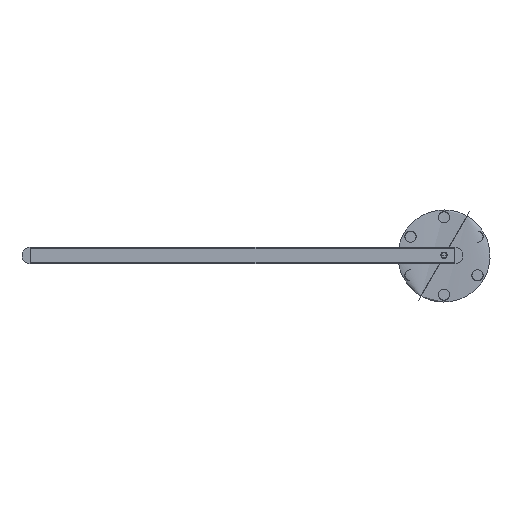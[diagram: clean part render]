
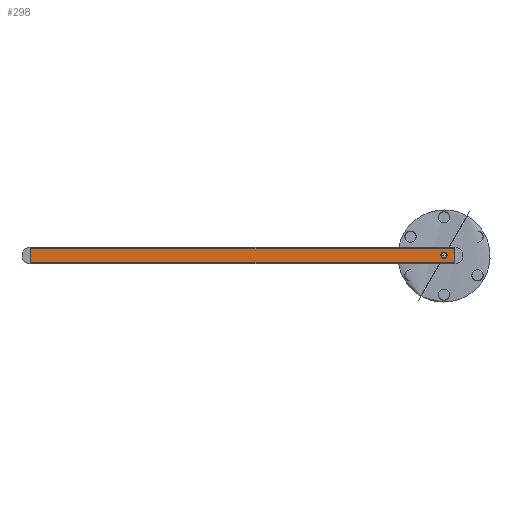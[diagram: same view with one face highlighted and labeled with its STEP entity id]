
A CAD part, top view. The second image highlights one B-rep face of the part: STEP entity #298.
In plain terms, the highlighted planar face has unit normal (0, 0, 1).
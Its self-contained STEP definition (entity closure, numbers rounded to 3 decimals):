
#298=ADVANCED_FACE($,(#390,#331),#1268,.T.);
#331=FACE_BOUND($,#482,.T.);
#390=FACE_OUTER_BOUND($,#481,.T.);
#481=EDGE_LOOP($,(#718,#719,#720,#721,#722,#723,#724,#725));
#482=EDGE_LOOP($,(#726,#727));
#718=ORIENTED_EDGE($,*,*,#985,.F.);
#719=ORIENTED_EDGE($,*,*,#984,.F.);
#720=ORIENTED_EDGE($,*,*,#983,.F.);
#721=ORIENTED_EDGE($,*,*,#982,.F.);
#722=ORIENTED_EDGE($,*,*,#981,.F.);
#723=ORIENTED_EDGE($,*,*,#980,.F.);
#724=ORIENTED_EDGE($,*,*,#979,.F.);
#725=ORIENTED_EDGE($,*,*,#978,.F.);
#726=ORIENTED_EDGE($,*,*,#986,.F.);
#727=ORIENTED_EDGE($,*,*,#987,.F.);
#978=EDGE_CURVE($,#1151,#1152,#1347,.T.);
#979=EDGE_CURVE($,#1152,#1153,#1348,.T.);
#980=EDGE_CURVE($,#1153,#1154,#1349,.T.);
#981=EDGE_CURVE($,#1154,#1155,#1350,.T.);
#982=EDGE_CURVE($,#1155,#1156,#1351,.T.);
#983=EDGE_CURVE($,#1156,#1157,#1352,.T.);
#984=EDGE_CURVE($,#1157,#1158,#1353,.T.);
#985=EDGE_CURVE($,#1158,#1151,#1354,.T.);
#986=EDGE_CURVE($,#1159,#1160,#1507,.T.);
#987=EDGE_CURVE($,#1160,#1159,#1508,.T.);
#1151=VERTEX_POINT($,#2714);
#1152=VERTEX_POINT($,#2715);
#1153=VERTEX_POINT($,#2716);
#1154=VERTEX_POINT($,#2717);
#1155=VERTEX_POINT($,#2718);
#1156=VERTEX_POINT($,#2719);
#1157=VERTEX_POINT($,#2720);
#1158=VERTEX_POINT($,#2721);
#1159=VERTEX_POINT($,#2722);
#1160=VERTEX_POINT($,#2723);
#1268=PLANE($,#1572);
#1347=B_SPLINE_CURVE_WITH_KNOTS($,1,(#2573,#2574),.UNSPECIFIED.,.F.,.F.,
(2,2),(-1.595,0.),.UNSPECIFIED.);
#1348=B_SPLINE_CURVE_WITH_KNOTS($,1,(#2575,#2576),.UNSPECIFIED.,.F.,.F.,
(2,2),(-704.4,-680.595),.UNSPECIFIED.);
#1349=B_SPLINE_CURVE_WITH_KNOTS($,1,(#2577,#2578),.UNSPECIFIED.,.F.,.F.,
(2,2),(-1.595,0.),.UNSPECIFIED.);
#1350=B_SPLINE_CURVE_WITH_KNOTS($,1,(#2579,#2580),.UNSPECIFIED.,.F.,.F.,
(2,2),(3495.,4174.),.UNSPECIFIED.);
#1351=B_SPLINE_CURVE_WITH_KNOTS($,1,(#2581,#2582),.UNSPECIFIED.,.F.,.F.,
(2,2),(0.,1.595),.UNSPECIFIED.);
#1352=B_SPLINE_CURVE_WITH_KNOTS($,1,(#2583,#2584),.UNSPECIFIED.,.F.,.F.,
(2,2),(680.595,704.4),.UNSPECIFIED.);
#1353=B_SPLINE_CURVE_WITH_KNOTS($,1,(#2585,#2586),.UNSPECIFIED.,.F.,.F.,
(2,2),(0.,1.595),.UNSPECIFIED.);
#1354=B_SPLINE_CURVE_WITH_KNOTS($,1,(#2587,#2588),.UNSPECIFIED.,.F.,.F.,
(2,2),(-2776.,-2097.),.UNSPECIFIED.);
#1507=(
BOUNDED_CURVE()
B_SPLINE_CURVE(2,(#2589,#2590,#2591,#2592,#2593),.UNSPECIFIED.,.F.,.F.)
B_SPLINE_CURVE_WITH_KNOTS((3,2,3),(0.,7.854,15.707),
.UNSPECIFIED.)
CURVE()
GEOMETRIC_REPRESENTATION_ITEM()
RATIONAL_B_SPLINE_CURVE((1.,0.707,1.,0.707,1.))
REPRESENTATION_ITEM($)
);
#1508=(
BOUNDED_CURVE()
B_SPLINE_CURVE(2,(#2594,#2595,#2596,#2597,#2598),.UNSPECIFIED.,.F.,.F.)
B_SPLINE_CURVE_WITH_KNOTS((3,2,3),(15.707,23.561,31.415),
.UNSPECIFIED.)
CURVE()
GEOMETRIC_REPRESENTATION_ITEM()
RATIONAL_B_SPLINE_CURVE((1.,0.707,1.,0.707,1.))
REPRESENTATION_ITEM($)
);
#1572=AXIS2_PLACEMENT_3D($,#2699,#1641,$);
#1641=DIRECTION($,(0.,0.,1.));
#2573=CARTESIAN_POINT($,(147.5,-13.496,20.));
#2574=CARTESIAN_POINT($,(147.5,-11.9,20.));
#2575=CARTESIAN_POINT($,(147.5,-11.9,20.));
#2576=CARTESIAN_POINT($,(147.5,11.905,20.));
#2577=CARTESIAN_POINT($,(147.5,11.905,20.));
#2578=CARTESIAN_POINT($,(147.5,13.5,20.));
#2579=CARTESIAN_POINT($,(147.5,13.5,20.));
#2580=CARTESIAN_POINT($,(826.5,13.5,20.));
#2581=CARTESIAN_POINT($,(826.5,13.5,20.));
#2582=CARTESIAN_POINT($,(826.5,11.905,20.));
#2583=CARTESIAN_POINT($,(826.5,11.905,20.));
#2584=CARTESIAN_POINT($,(826.5,-11.9,20.));
#2585=CARTESIAN_POINT($,(826.5,-11.9,20.));
#2586=CARTESIAN_POINT($,(826.5,-13.496,20.));
#2587=CARTESIAN_POINT($,(826.5,-13.496,20.));
#2588=CARTESIAN_POINT($,(147.5,-13.496,20.));
#2589=CARTESIAN_POINT($,(805.078,0.2,20.));
#2590=CARTESIAN_POINT($,(805.078,-4.8,20.));
#2591=CARTESIAN_POINT($,(810.078,-4.8,20.));
#2592=CARTESIAN_POINT($,(815.078,-4.8,20.));
#2593=CARTESIAN_POINT($,(815.078,0.2,20.));
#2594=CARTESIAN_POINT($,(815.078,0.2,20.));
#2595=CARTESIAN_POINT($,(815.078,5.2,20.));
#2596=CARTESIAN_POINT($,(810.078,5.2,20.));
#2597=CARTESIAN_POINT($,(805.078,5.2,20.));
#2598=CARTESIAN_POINT($,(805.078,0.2,20.));
#2699=CARTESIAN_POINT($,(826.5,-13.497,20.));
#2714=CARTESIAN_POINT($,(147.5,-13.496,20.));
#2715=CARTESIAN_POINT($,(147.5,-11.9,20.));
#2716=CARTESIAN_POINT($,(147.5,11.905,20.));
#2717=CARTESIAN_POINT($,(147.5,13.5,20.));
#2718=CARTESIAN_POINT($,(826.5,13.5,20.));
#2719=CARTESIAN_POINT($,(826.5,11.905,20.));
#2720=CARTESIAN_POINT($,(826.5,-11.9,20.));
#2721=CARTESIAN_POINT($,(826.5,-13.496,20.));
#2722=CARTESIAN_POINT($,(805.078,0.2,20.));
#2723=CARTESIAN_POINT($,(815.078,0.2,20.));
